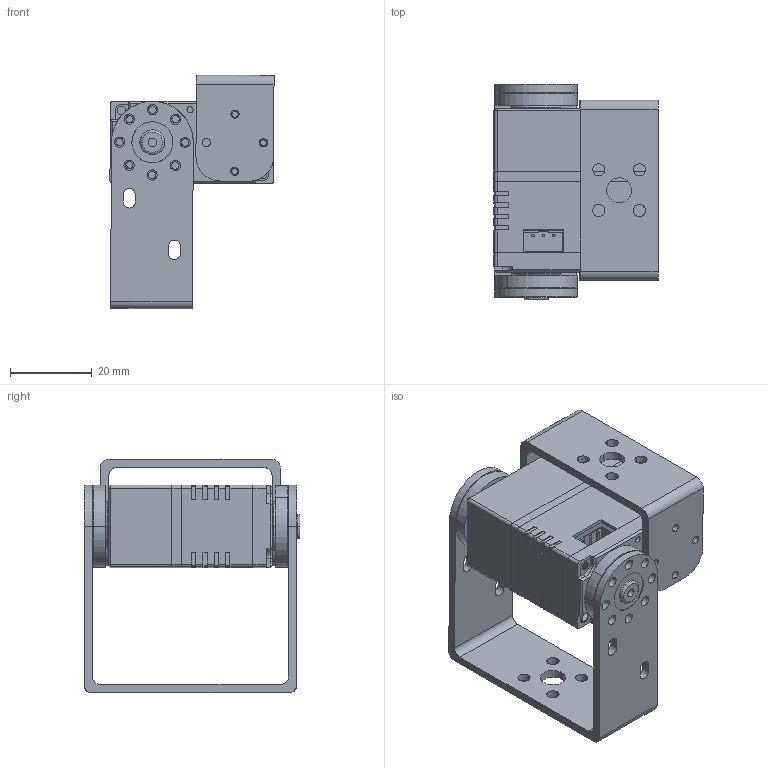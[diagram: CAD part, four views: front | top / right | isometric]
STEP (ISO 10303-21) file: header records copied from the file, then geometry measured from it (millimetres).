
FILE_DESCRIPTION (( 'STEP AP203' ), '1' );
FILE_NAME ('华馨京 简易云台-3D.STEP', '2024-09-19T02:02:38', ( 'Windows 用户' ), ( '' ), 'SwSTEP 2.0', 'SolidWorks 2021', '' );
FILE_SCHEMA (( 'CONFIG_CONTROL_DESIGN' ));
Length unit declared in the file: millimetre
Products named in the file (13): 嗆攫ㄗ萵ㄘ; 华馨京 25-50kg舵机系列长U1支架-3D; ____-____.STEP; ____________.STEP; 貌黹儔 25-50kg邧粣嗆儂-3D.STEP; 貌黹儔 潠眢堁怢-3D; ______.step.STEP; 貌黹儔 25-50kg邧粣嗆儂-3D; 华馨京 25-50kg舵机系列小U支架-3D; ________.STEP; 3pin____.step.STEP; ____________-0.STEP; 嗆攫ㄗ翋ㄘ
Assembly tree (13 placements, depth 4):
  貌黹儔 潠眢堁怢-3D
    貌黹儔 25-50kg邧粣嗆儂-3D
      貌黹儔 25-50kg邧粣嗆儂-3D.STEP
        ____-____.STEP
        ____________.STEP
        ________.STEP
        ____________-0.STEP
        ______.step.STEP
        3pin____.step.STEP  x2
    嗆攫ㄗ萵ㄘ
    嗆攫ㄗ翋ㄘ
    华馨京 25-50kg舵机系列长U1支架-3D
    华馨京 25-50kg舵机系列小U支架-3D
Bounding box: 40.14 x 52.77 x 57.19 mm (x, y, z)
Volume: 18765.9 mm3; surface area: 27323.4 mm2
Topology: 17 solids, 17 shells, 836 faces, 2316 edges, 1526 vertices
Faces by surface type: plane 402, cylinder 382, cone 41, torus 11
Entity records: 28647 total; most frequent: CARTESIAN_POINT 5791, ORIENTED_EDGE 4524, DIRECTION 4491, EDGE_CURVE 2262, AXIS2_PLACEMENT_3D 1631, VERTEX_POINT 1490, VECTOR 1229, LINE 1229
